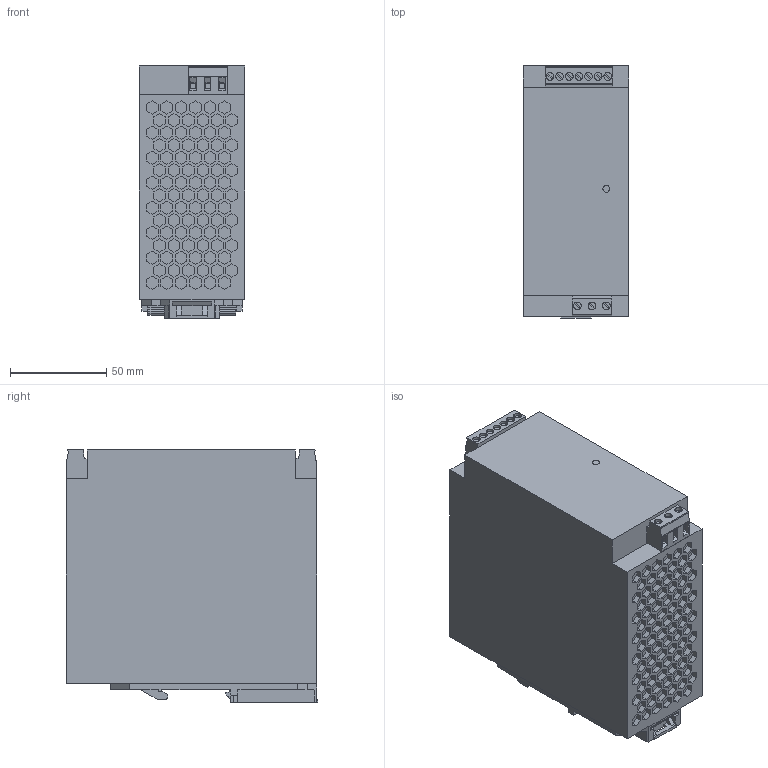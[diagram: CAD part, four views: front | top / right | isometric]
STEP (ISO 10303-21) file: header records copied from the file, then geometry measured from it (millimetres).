
FILE_DESCRIPTION(('Creo Elements/Direct Modeling STEP Export'),'2;1');
FILE_NAME('model.stp','2021-03-17T11:21:40',(''),(''),'Creo Elements/Direct Modeling STEP processor for AP214 (Solid Model)','Creo Elements/Direct Modeling 20.1D 10-Oct-2020 (C) Parametric Technology GmbH','');
FILE_SCHEMA(('AUTOMOTIVE_DESIGN { 1 0 10303 214 1 1 1 1 }'));
Products named in the file (2): QUINT_PS_100_240AC_24DC_2.5-select
Assembly tree (1 placements, depth 2):
  QUINT_PS_100_240AC_24DC_2.5-select
    QUINT_PS_100_240AC_24DC_2.5-select
Bounding box: 55 x 130.75 x 131.25 mm (x, y, z)
Volume: 864605.5 mm3; surface area: 75896.8 mm2
Topology: 1 solids, 1 shells, 1619 faces, 4193 edges, 2788 vertices
Faces by surface type: plane 1593, cylinder 26
Entity records: 61100 total; most frequent: CARTESIAN_POINT 8539, ORIENTED_EDGE 8386, DIRECTION 7412, EDGE_CURVE 4193, VECTOR 4090, LINE 4090, VERTEX_POINT 2788, EDGE_LOOP 1833
